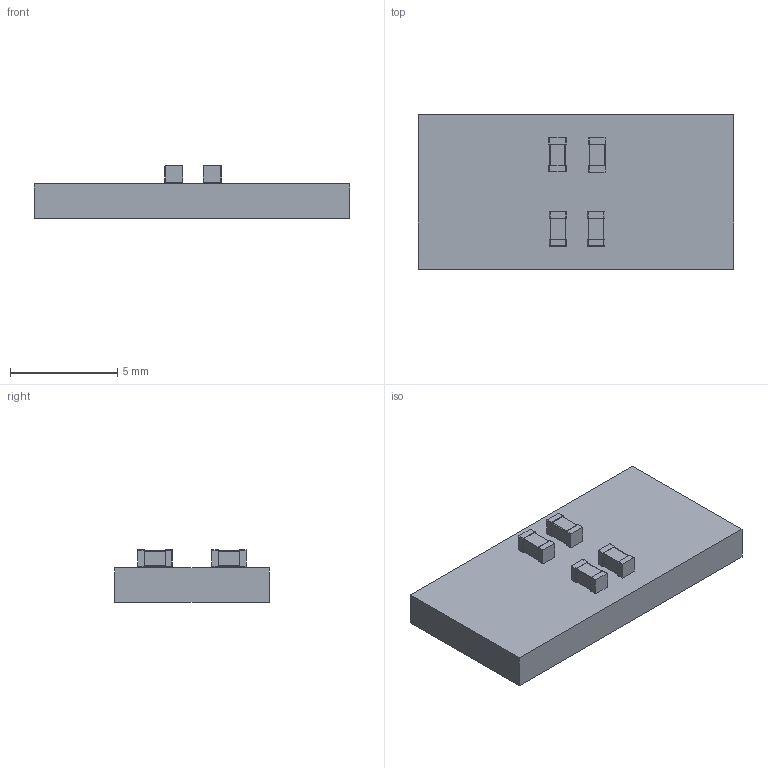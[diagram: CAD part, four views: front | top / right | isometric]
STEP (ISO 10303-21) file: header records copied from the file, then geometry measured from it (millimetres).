
FILE_DESCRIPTION(('KiCad electronic assembly'),'2;1');
FILE_NAME('flybratron_accelerometer.step','2024-10-29T18:00:12',( 'Pcbnew'),('Kicad'),'Open CASCADE STEP processor 7.6', 'KiCad to STEP converter','Unknown');
FILE_SCHEMA(('AUTOMOTIVE_DESIGN { 1 0 10303 214 1 1 1 1 }'));
Length unit declared in the file: millimetre
Products named in the file (4): flybratron_accelerometer 1; C_0603_1608Metric; flybratron_accelerometer PCB
Assembly tree (6 placements, depth 3):
  flybratron_accelerometer 1
    C_0603_1608Metric  x4
      C_0603_1608Metric
    flybratron_accelerometer PCB
Bounding box: 14.73 x 7.2 x 2.45 mm (x, y, z)
Volume: 173.4 mm3; surface area: 307.3 mm2
Topology: 5 solids, 5 shells, 118 faces, 300 edges, 200 vertices
Faces by surface type: plane 70, cylinder 48
Entity records: 2444 total; most frequent: CARTESIAN_POINT 421, DIRECTION 346, LINE 204, VECTOR 204, ORIENTED_EDGE 168, PCURVE 168, DEFINITIONAL_REPRESENTATION 168, EDGE_CURVE 84
